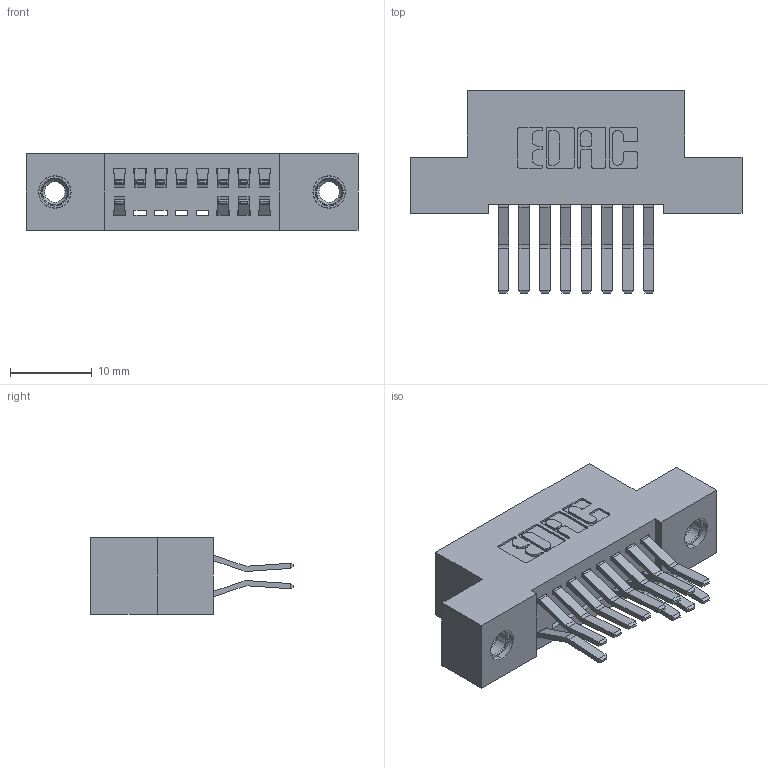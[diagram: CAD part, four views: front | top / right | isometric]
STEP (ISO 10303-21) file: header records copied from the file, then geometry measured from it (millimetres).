
FILE_DESCRIPTION (( 'STEP AP203' ), '1' );
FILE_NAME ('392-016-560-207.STEP', '2018-08-15T02:47:15', ( '' ), ( '' ), 'SwSTEP 2.0', 'SolidWorks 2016', '' );
FILE_SCHEMA (( 'CONFIG_CONTROL_DESIGN' ));
Length unit declared in the file: inch
Products named in the file (4): 345-250-001_345-250-005-103; 392-016-560-207; 342 Part_TI; 345-292-001_560 Tail
Assembly tree (15 placements, depth 2):
  392-016-560-207
    342 Part_TI
    345-292-001_560 Tail  x12
    345-250-001_345-250-005-103  x2
Bounding box: 40.64 x 24.78 x 9.4 mm (x, y, z)
Volume: 3520.7 mm3; surface area: 4908.7 mm2
Topology: 15 solids, 15 shells, 842 faces, 2451 edges, 1610 vertices
Faces by surface type: plane 554, cylinder 272, cone 12, torus 4
Entity records: 10558 total; most frequent: CARTESIAN_POINT 1789, ORIENTED_EDGE 1722, DIRECTION 1619, EDGE_CURVE 861, LINE 709, VECTOR 709, VERTEX_POINT 568, AXIS2_PLACEMENT_3D 455
